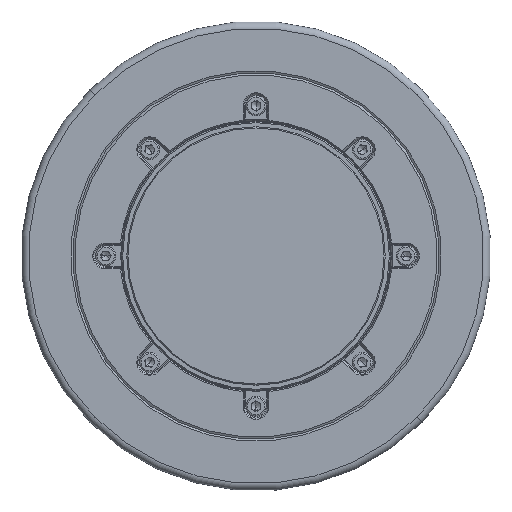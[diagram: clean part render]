
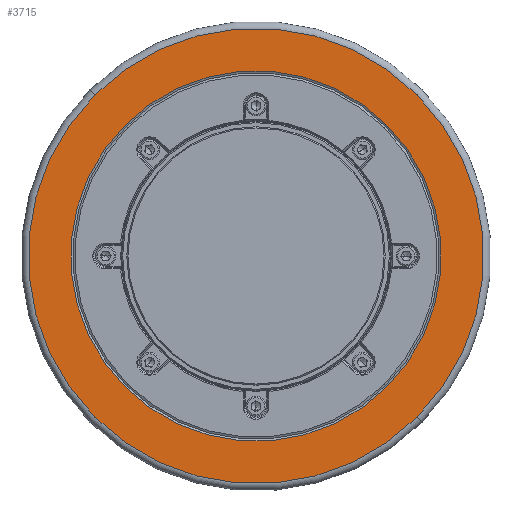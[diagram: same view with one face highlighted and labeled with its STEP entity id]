
A CAD part, left-side view. The second image highlights one B-rep face of the part: STEP entity #3715.
In plain terms, the highlighted face is planar.
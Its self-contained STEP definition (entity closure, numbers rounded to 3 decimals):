
#519 = DIRECTION ( 'NONE',  ( -1., 0., 0. ) ) ;
#1249 = PLANE ( 'NONE',  #1570 ) ;
#1570 = AXIS2_PLACEMENT_3D ( 'NONE', #7042, #10416, #15116 ) ;
#2092 = EDGE_LOOP ( 'NONE', ( #5858, #9129 ) ) ;
#2214 = DIRECTION ( 'NONE',  ( -1., 0., 0. ) ) ;
#2331 = FACE_BOUND ( 'NONE', #11543, .T. ) ;
#2550 = VERTEX_POINT ( 'NONE', #12218 ) ;
#3092 = CARTESIAN_POINT ( 'NONE',  ( 55., 0., 0. ) ) ;
#3287 = CARTESIAN_POINT ( 'NONE',  ( 55., 0., 0. ) ) ;
#3483 = FACE_OUTER_BOUND ( 'NONE', #2092, .T. ) ;
#3601 = VERTEX_POINT ( 'NONE', #8877 ) ;
#3715 = ADVANCED_FACE ( 'NONE', ( #3483, #2331 ), #1249, .F. ) ;
#4694 = AXIS2_PLACEMENT_3D ( 'NONE', #6998, #2214, #9293 ) ;
#4789 = ORIENTED_EDGE ( 'NONE', *, *, #14148, .T. ) ;
#5175 = AXIS2_PLACEMENT_3D ( 'NONE', #3092, #6659, #11411 ) ;
#5858 = ORIENTED_EDGE ( 'NONE', *, *, #9913, .F. ) ;
#6021 = AXIS2_PLACEMENT_3D ( 'NONE', #11918, #519, #6235 ) ;
#6235 = DIRECTION ( 'NONE',  ( 0., 0., 1. ) ) ;
#6659 = DIRECTION ( 'NONE',  ( -1., 0., 0. ) ) ;
#6768 = CIRCLE ( 'NONE', #6021, 97. ) ;
#6998 = CARTESIAN_POINT ( 'NONE',  ( 55., 0., 0. ) ) ;
#7042 = CARTESIAN_POINT ( 'NONE',  ( 55., 97., 0. ) ) ;
#7300 = EDGE_CURVE ( 'NONE', #3601, #12266, #6768, .T. ) ;
#7985 = DIRECTION ( 'NONE',  ( -1., 0., 0. ) ) ;
#8300 = CIRCLE ( 'NONE', #10514, 78.866 ) ;
#8680 = CARTESIAN_POINT ( 'NONE',  ( 55., 0., 97. ) ) ;
#8877 = CARTESIAN_POINT ( 'NONE',  ( 55., 0., -97. ) ) ;
#9129 = ORIENTED_EDGE ( 'NONE', *, *, #7300, .F. ) ;
#9293 = DIRECTION ( 'NONE',  ( 0., 0., 1. ) ) ;
#9913 = EDGE_CURVE ( 'NONE', #12266, #3601, #11819, .T. ) ;
#10416 = DIRECTION ( 'NONE',  ( -1., 0., 0. ) ) ;
#10514 = AXIS2_PLACEMENT_3D ( 'NONE', #3287, #7985, #12680 ) ;
#11064 = CIRCLE ( 'NONE', #5175, 78.866 ) ;
#11366 = ORIENTED_EDGE ( 'NONE', *, *, #11892, .T. ) ;
#11411 = DIRECTION ( 'NONE',  ( 0., 0., 1. ) ) ;
#11543 = EDGE_LOOP ( 'NONE', ( #11366, #4789 ) ) ;
#11819 = CIRCLE ( 'NONE', #4694, 97. ) ;
#11892 = EDGE_CURVE ( 'NONE', #12057, #2550, #8300, .T. ) ;
#11918 = CARTESIAN_POINT ( 'NONE',  ( 55., 0., 0. ) ) ;
#12057 = VERTEX_POINT ( 'NONE', #14370 ) ;
#12218 = CARTESIAN_POINT ( 'NONE',  ( 55., 0., 78.866 ) ) ;
#12266 = VERTEX_POINT ( 'NONE', #8680 ) ;
#12680 = DIRECTION ( 'NONE',  ( 0., 0., 1. ) ) ;
#14148 = EDGE_CURVE ( 'NONE', #2550, #12057, #11064, .T. ) ;
#14370 = CARTESIAN_POINT ( 'NONE',  ( 55., 0., -78.866 ) ) ;
#15116 = DIRECTION ( 'NONE',  ( 0., 0., 1. ) ) ;
